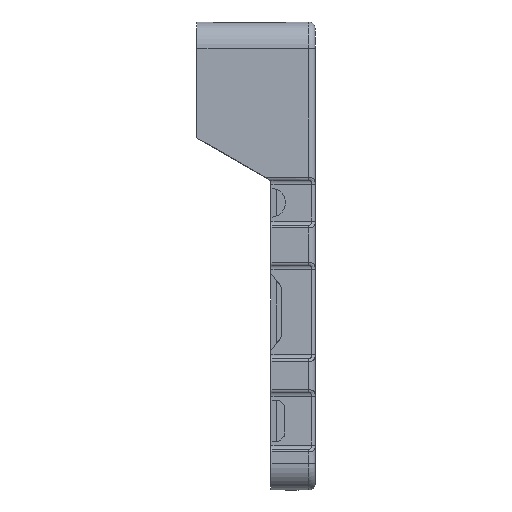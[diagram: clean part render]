
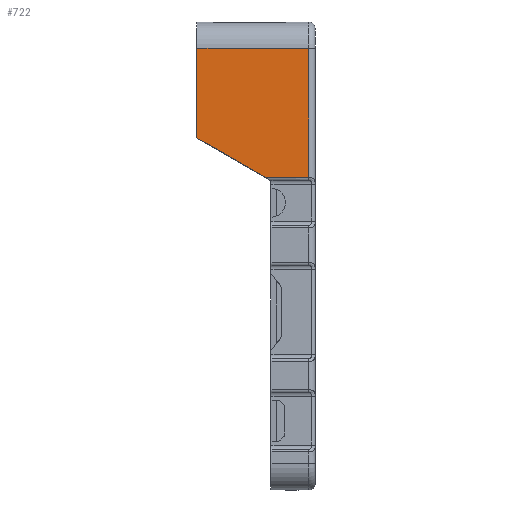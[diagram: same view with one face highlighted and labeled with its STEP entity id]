
A CAD part, left-side view. The second image highlights one B-rep face of the part: STEP entity #722.
In plain terms, the highlighted planar face has unit normal (-1, 0, 0).
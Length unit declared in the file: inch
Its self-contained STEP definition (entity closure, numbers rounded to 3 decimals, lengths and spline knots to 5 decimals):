
#257 = VECTOR ( 'NONE', #10851, 39.37008 ) ;
#722 = ADVANCED_FACE ( 'NONE', ( #7377 ), #3123, .F. ) ;
#1482 = AXIS2_PLACEMENT_3D ( 'NONE', #5841, #3197, #9265 ) ;
#1511 = CARTESIAN_POINT ( 'NONE',  ( -1.22173, 0.915, 1.6176 ) ) ;
#1646 = VECTOR ( 'NONE', #9331, 39.37008 ) ;
#2055 = EDGE_CURVE ( 'NONE', #5425, #3890, #6113, .T. ) ;
#2106 = ORIENTED_EDGE ( 'NONE', *, *, #2156, .T. ) ;
#2156 = EDGE_CURVE ( 'NONE', #6225, #7926, #5294, .T. ) ;
#2319 = CARTESIAN_POINT ( 'NONE',  ( -1.22173, 0.915, 0.61844 ) ) ;
#3123 = PLANE ( 'NONE',  #1482 ) ;
#3197 = DIRECTION ( 'NONE',  ( 1., 0., 0. ) ) ;
#3336 = EDGE_CURVE ( 'NONE', #7926, #8989, #7010, .T. ) ;
#3385 = DIRECTION ( 'NONE',  ( 0., 0., 1. ) ) ;
#3648 = CARTESIAN_POINT ( 'NONE',  ( -1.22173, 0.915, 1.6176 ) ) ;
#3750 = CARTESIAN_POINT ( 'NONE',  ( -1.22173, 0.05, -1.5976 ) ) ;
#3890 = VERTEX_POINT ( 'NONE', #10731 ) ;
#3915 = EDGE_CURVE ( 'NONE', #8989, #3890, #9075, .T. ) ;
#4982 = VECTOR ( 'NONE', #6338, 39.37008 ) ;
#5054 = CARTESIAN_POINT ( 'NONE',  ( -1.22173, 0.915, 0.92514 ) ) ;
#5294 = LINE ( 'NONE', #5054, #7049 ) ;
#5425 = VERTEX_POINT ( 'NONE', #3648 ) ;
#5610 = EDGE_CURVE ( 'NONE', #6225, #5425, #7306, .T. ) ;
#5741 = ORIENTED_EDGE ( 'NONE', *, *, #3336, .T. ) ;
#5841 = CARTESIAN_POINT ( 'NONE',  ( -1.22173, 0.915, -1.5976 ) ) ;
#5970 = DIRECTION ( 'NONE',  ( 0., -0.866, -0.5 ) ) ;
#5975 = CARTESIAN_POINT ( 'NONE',  ( -1.22173, 0.915, -1.5976 ) ) ;
#6113 = LINE ( 'NONE', #1511, #1646 ) ;
#6225 = VERTEX_POINT ( 'NONE', #7968 ) ;
#6338 = DIRECTION ( 'NONE',  ( 0., 0., 1. ) ) ;
#7010 = LINE ( 'NONE', #2319, #257 ) ;
#7049 = VECTOR ( 'NONE', #5970, 39.37008 ) ;
#7306 = LINE ( 'NONE', #5975, #8543 ) ;
#7377 = FACE_OUTER_BOUND ( 'NONE', #8354, .T. ) ;
#7926 = VERTEX_POINT ( 'NONE', #10829 ) ;
#7968 = CARTESIAN_POINT ( 'NONE',  ( -1.22173, 0.915, 0.92514 ) ) ;
#8134 = ORIENTED_EDGE ( 'NONE', *, *, #3915, .T. ) ;
#8354 = EDGE_LOOP ( 'NONE', ( #2106, #5741, #8134, #8407, #10738 ) ) ;
#8407 = ORIENTED_EDGE ( 'NONE', *, *, #2055, .F. ) ;
#8543 = VECTOR ( 'NONE', #3385, 39.37008 ) ;
#8989 = VERTEX_POINT ( 'NONE', #10357 ) ;
#9075 = LINE ( 'NONE', #3750, #4982 ) ;
#9265 = DIRECTION ( 'NONE',  ( 0., 0., -1. ) ) ;
#9331 = DIRECTION ( 'NONE',  ( 0., -1., 0. ) ) ;
#10357 = CARTESIAN_POINT ( 'NONE',  ( -1.22173, 0.05, 0.61844 ) ) ;
#10731 = CARTESIAN_POINT ( 'NONE',  ( -1.22173, 0.05, 1.6176 ) ) ;
#10738 = ORIENTED_EDGE ( 'NONE', *, *, #5610, .F. ) ;
#10829 = CARTESIAN_POINT ( 'NONE',  ( -1.22173, 0.38378, 0.61844 ) ) ;
#10851 = DIRECTION ( 'NONE',  ( 0., -1., 0. ) ) ;
